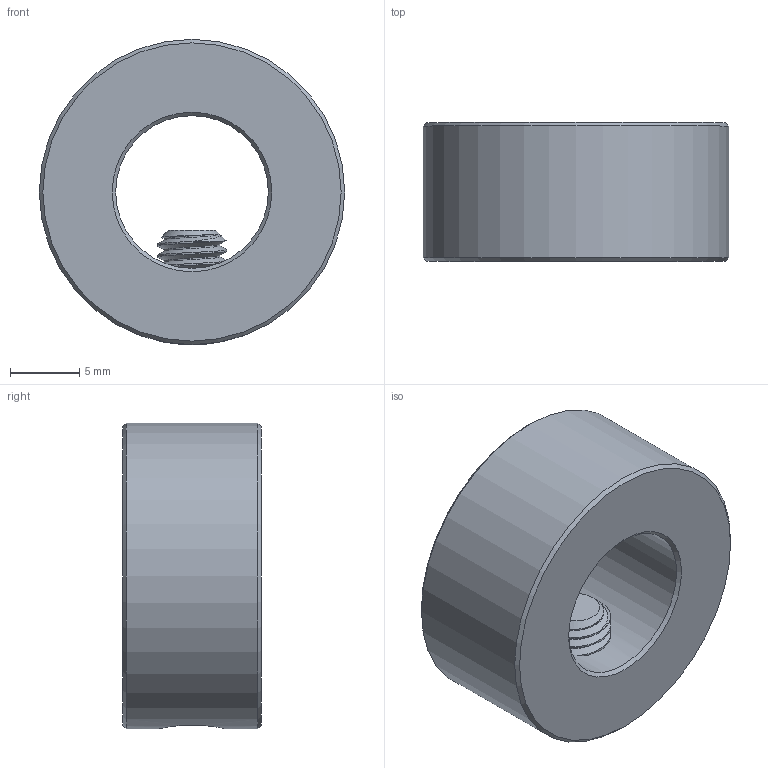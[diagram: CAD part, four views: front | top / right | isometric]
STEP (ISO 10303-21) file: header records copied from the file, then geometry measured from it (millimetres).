
FILE_DESCRIPTION(/* description */ (''),/* implementation_level */ '2;1');
FILE_NAME(/* name */ '11mm Locking Shaft Collar Adjusting Ring (Accu).step',/* time_stamp */ '2021-08-09T14:38:25+01:00',/* author */ (''),/* organization */ (''),/* preprocessor_version */ 'ST-DEVELOPER v18.1',/* originating_system */ 'Autodesk Translation Framework v10.9.0.1377',/* authorisation */ '');
FILE_SCHEMA (('AUTOMOTIVE_DESIGN { 1 0 10303 214 3 1 1 }'));
Length unit declared in the file: millimetre
Products named in the file (2): 11mm Locking Shaft Collar / Adjusting Ring (Accu) ; 92605A231
Assembly tree (1 placements, depth 2):
  11mm Locking Shaft Collar / Adjusting Ring (Accu) 
    92605A231
Bounding box: 22 x 10 x 22 mm (x, y, z)
Volume: 2882.3 mm3; surface area: 1845 mm2
Topology: 2 solids, 2 shells, 54 faces, 126 edges, 76 vertices
Faces by surface type: cylinder 22, plane 16, cone 13, bspline 3
Full cylindrical faces by diameter (mm): 4.03 x8, 4.234 x1, 5 x7, 11 x1, 22 x1
Entity records: 3289 total; most frequent: CARTESIAN_POINT 2121, ORIENTED_EDGE 250, DIRECTION 208, EDGE_CURVE 125, AXIS2_PLACEMENT_3D 81, VERTEX_POINT 76, EDGE_LOOP 59, FACE_OUTER_BOUND 54
